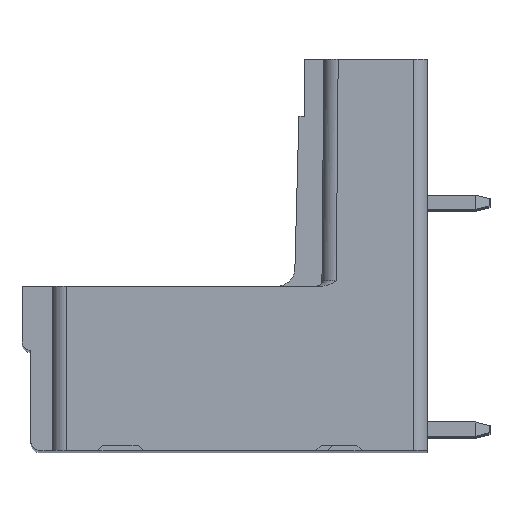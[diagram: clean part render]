
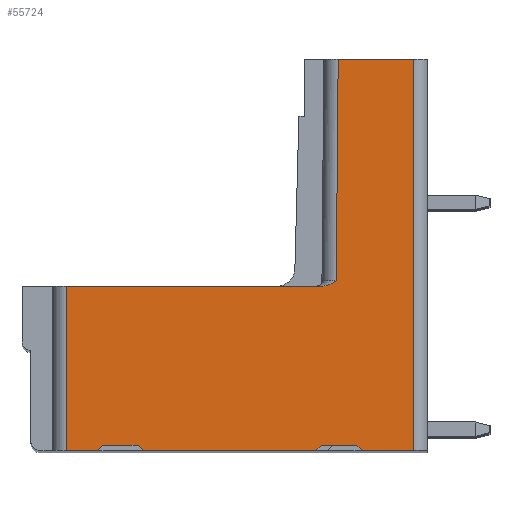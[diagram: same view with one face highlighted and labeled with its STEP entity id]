
A CAD part, top view. The second image highlights one B-rep face of the part: STEP entity #55724.
In plain terms, the highlighted planar face has unit normal (0, 0, 1).
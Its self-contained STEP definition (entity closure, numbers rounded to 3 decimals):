
#6896=DIRECTION('',(1.,0.,0.));
#6897=VECTOR('',#6896,1.7);
#6898=CARTESIAN_POINT('',(-20.194,0.,
-42.633));
#6899=LINE('',#6898,#6897);
#6920=DIRECTION('',(1.,0.,0.));
#6921=VECTOR('',#6920,9.65);
#6922=CARTESIAN_POINT('',(-15.894,0.,
-42.633));
#6923=LINE('',#6922,#6921);
#7892=DIRECTION('',(-1.,0.,0.));
#7893=VECTOR('',#7892,14.337);
#7894=CARTESIAN_POINT('',(-5.857,9.2,
-42.633));
#7895=LINE('',#7894,#7893);
#8213=CARTESIAN_POINT('',(-5.857,9.2,
-42.633));
#8214=CARTESIAN_POINT('',(-5.826,9.2,
-42.633));
#8215=CARTESIAN_POINT('',(-5.76,9.204,
-42.633));
#8216=CARTESIAN_POINT('',(-5.649,9.226,
-42.633));
#8217=CARTESIAN_POINT('',(-5.528,9.266,
-42.633));
#8218=CARTESIAN_POINT('',(-5.398,9.326,
-42.633));
#8219=CARTESIAN_POINT('',(-5.257,9.404,
-42.633));
#8220=CARTESIAN_POINT('',(-5.155,9.467,
-42.633));
#8221=CARTESIAN_POINT('',(-5.102,9.5,
-42.633));
#8223=DIRECTION('',(0.009,1.,0.));
#8224=VECTOR('',#8223,12.4);
#8225=CARTESIAN_POINT('',(-5.102,9.5,
-42.633));
#8226=LINE('',#8225,#8224);
#8227=DIRECTION('',(-1.,0.,0.));
#8228=VECTOR('',#8227,2.85);
#8229=CARTESIAN_POINT('',(-0.794,0.,
-42.633));
#8230=LINE('',#8229,#8228);
#8231=DIRECTION('',(-0.707,0.707,0.));
#8232=VECTOR('',#8231,0.424);
#8233=CARTESIAN_POINT('',(-3.644,0.,
-42.633));
#8234=LINE('',#8233,#8232);
#8235=DIRECTION('',(-1.,0.,0.));
#8236=VECTOR('',#8235,2.);
#8237=CARTESIAN_POINT('',(-3.944,0.3,
-42.633));
#8238=LINE('',#8237,#8236);
#8239=DIRECTION('',(-0.707,-0.707,0.));
#8240=VECTOR('',#8239,0.424);
#8241=CARTESIAN_POINT('',(-5.944,0.3,
-42.633));
#8242=LINE('',#8241,#8240);
#8243=DIRECTION('',(-0.707,0.707,0.));
#8244=VECTOR('',#8243,0.424);
#8245=CARTESIAN_POINT('',(-15.894,0.,
-42.633));
#8246=LINE('',#8245,#8244);
#8247=DIRECTION('',(-1.,0.,0.));
#8248=VECTOR('',#8247,2.);
#8249=CARTESIAN_POINT('',(-16.194,0.3,
-42.633));
#8250=LINE('',#8249,#8248);
#8251=DIRECTION('',(-0.707,-0.707,0.));
#8252=VECTOR('',#8251,0.424);
#8253=CARTESIAN_POINT('',(-18.194,0.3,
-42.633));
#8254=LINE('',#8253,#8252);
#8255=CARTESIAN_POINT('',(-5.857,9.2,
-42.633));
#8686=DIRECTION('',(-1.,0.,0.));
#8687=VECTOR('',#8686,4.2);
#8688=CARTESIAN_POINT('',(-0.794,21.9,-42.633));
#8689=LINE('',#8688,#8687);
#22036=DIRECTION('',(0.,1.,0.));
#22037=VECTOR('',#22036,21.9);
#22038=CARTESIAN_POINT('',(-0.794,0.,
-42.633));
#22039=LINE('',#22038,#22037);
#22061=DIRECTION('',(0.,-1.,0.));
#22062=VECTOR('',#22061,9.2);
#22063=CARTESIAN_POINT('',(-20.194,9.2,-42.633));
#22064=LINE('',#22063,#22062);
#34817=VERTEX_POINT('',#8255);
#34818=CARTESIAN_POINT('',(-20.194,9.2,-42.633));
#34819=VERTEX_POINT('',#34818);
#34870=CARTESIAN_POINT('',(-0.794,21.9,-42.633));
#34871=VERTEX_POINT('',#34870);
#34872=CARTESIAN_POINT('',(-4.994,21.9,-42.633));
#34873=VERTEX_POINT('',#34872);
#35239=CARTESIAN_POINT('',(-20.194,0.,
-42.633));
#35240=VERTEX_POINT('',#35239);
#35241=CARTESIAN_POINT('',(-18.494,0.,
-42.633));
#35242=VERTEX_POINT('',#35241);
#35255=CARTESIAN_POINT('',(-15.894,0.,
-42.633));
#35256=VERTEX_POINT('',#35255);
#35257=CARTESIAN_POINT('',(-6.244,0.,
-42.633));
#35258=VERTEX_POINT('',#35257);
#35263=CARTESIAN_POINT('',(-3.644,0.,
-42.633));
#35264=VERTEX_POINT('',#35263);
#35265=CARTESIAN_POINT('',(-0.794,0.,
-42.633));
#35266=VERTEX_POINT('',#35265);
#35359=VERTEX_POINT('',#8221);
#35360=CARTESIAN_POINT('',(-3.944,0.3,
-42.633));
#35361=VERTEX_POINT('',#35360);
#35362=CARTESIAN_POINT('',(-5.944,0.3,
-42.633));
#35363=VERTEX_POINT('',#35362);
#35364=CARTESIAN_POINT('',(-16.194,0.3,
-42.633));
#35365=VERTEX_POINT('',#35364);
#35366=CARTESIAN_POINT('',(-18.194,0.3,
-42.633));
#35367=VERTEX_POINT('',#35366);
#55694=CARTESIAN_POINT('',(-6.202,9.5,-42.633));
#55695=DIRECTION('',(0.,0.,1.));
#55696=DIRECTION('',(-1.,0.,0.));
#55697=AXIS2_PLACEMENT_3D('',#55694,#55695,#55696);
#55698=PLANE('',#55697);
#55699=ORIENTED_EDGE('',*,*,#54681,.F.);
#55701=ORIENTED_EDGE('',*,*,#55700,.T.);
#55703=ORIENTED_EDGE('',*,*,#55702,.T.);
#55705=ORIENTED_EDGE('',*,*,#55704,.F.);
#55707=ORIENTED_EDGE('',*,*,#55706,.F.);
#55708=ORIENTED_EDGE('',*,*,#53787,.T.);
#55710=ORIENTED_EDGE('',*,*,#55709,.T.);
#55712=ORIENTED_EDGE('',*,*,#55711,.T.);
#55714=ORIENTED_EDGE('',*,*,#55713,.T.);
#55715=ORIENTED_EDGE('',*,*,#53763,.F.);
#55716=ORIENTED_EDGE('',*,*,#55661,.T.);
#55717=ORIENTED_EDGE('',*,*,#55675,.T.);
#55718=ORIENTED_EDGE('',*,*,#55688,.T.);
#55719=ORIENTED_EDGE('',*,*,#53747,.F.);
#55721=ORIENTED_EDGE('',*,*,#55720,.F.);
#55722=EDGE_LOOP('',(#55699,#55701,#55703,#55705,#55707,#55708,#55710,#55712,
#55714,#55715,#55716,#55717,#55718,#55719,#55721));
#55723=FACE_OUTER_BOUND('',#55722,.F.);
#55724=ADVANCED_FACE('',(#55723),#55698,.T.);
#8222=B_SPLINE_CURVE_WITH_KNOTS('',3,(#8213,#8214,#8215,#8216,#8217,#8218,#8219,
#8220,#8221),.UNSPECIFIED.,.F.,.F.,(4,1,1,1,1,1,4),(0.,0.167,
0.333,0.5,0.667,0.833,1.),
.UNSPECIFIED.);
#53747=EDGE_CURVE('',#35240,#35242,#6899,.T.);
#53763=EDGE_CURVE('',#35256,#35258,#6923,.T.);
#53787=EDGE_CURVE('',#35266,#35264,#8230,.T.);
#54681=EDGE_CURVE('',#34817,#34819,#7895,.T.);
#55661=EDGE_CURVE('',#35256,#35365,#8246,.T.);
#55675=EDGE_CURVE('',#35365,#35367,#8250,.T.);
#55688=EDGE_CURVE('',#35367,#35242,#8254,.T.);
#55700=EDGE_CURVE('',#34817,#35359,#8222,.T.);
#55702=EDGE_CURVE('',#35359,#34873,#8226,.T.);
#55704=EDGE_CURVE('',#34871,#34873,#8689,.T.);
#55706=EDGE_CURVE('',#35266,#34871,#22039,.T.);
#55709=EDGE_CURVE('',#35264,#35361,#8234,.T.);
#55711=EDGE_CURVE('',#35361,#35363,#8238,.T.);
#55713=EDGE_CURVE('',#35363,#35258,#8242,.T.);
#55720=EDGE_CURVE('',#34819,#35240,#22064,.T.);
